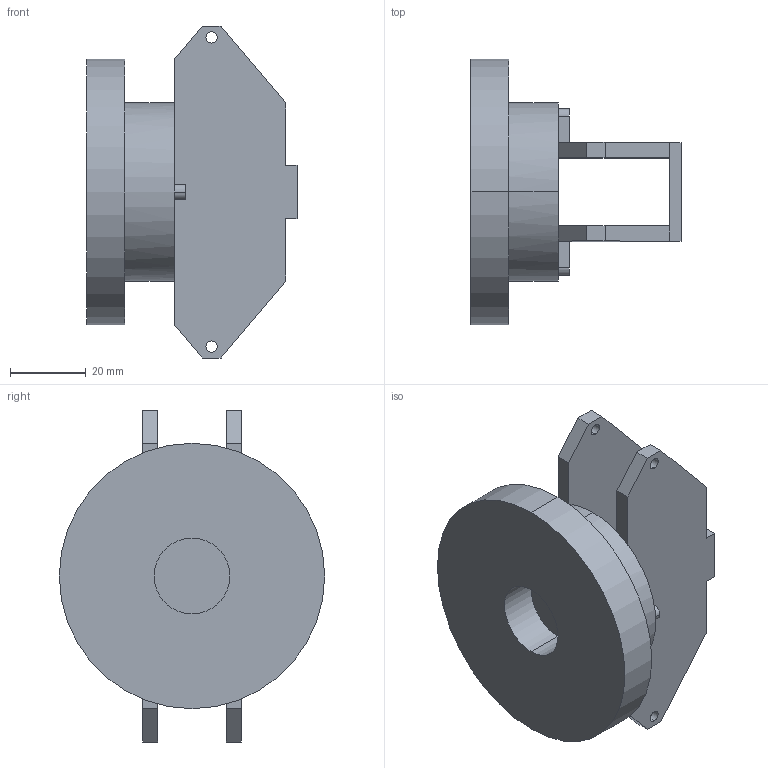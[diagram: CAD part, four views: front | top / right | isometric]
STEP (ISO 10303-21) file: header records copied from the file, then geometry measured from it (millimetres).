
FILE_DESCRIPTION (( 'STEP AP203' ), '1' );
FILE_NAME ('Part7 final_Default_sldprt.STEP', '2024-04-13T19:24:51', ( '' ), ( '' ), 'SwSTEP 2.0', 'SolidWorks 2022', '' );
FILE_SCHEMA (( 'CONFIG_CONTROL_DESIGN' ));
Length unit declared in the file: millimetre
Products named in the file (1): Part7 final_Default_sldprt
Bounding box: 55.43 x 70 x 87.62 mm (x, y, z)
Volume: 76423.6 mm3; surface area: 23011.7 mm2
Topology: 1 solids, 1 shells, 58 faces, 156 edges, 100 vertices
Faces by surface type: plane 40, cylinder 18
Entity records: 1905 total; most frequent: DIRECTION 318, CARTESIAN_POINT 315, ORIENTED_EDGE 312, EDGE_CURVE 156, VECTOR 112, LINE 112, AXIS2_PLACEMENT_3D 103, VERTEX_POINT 100
